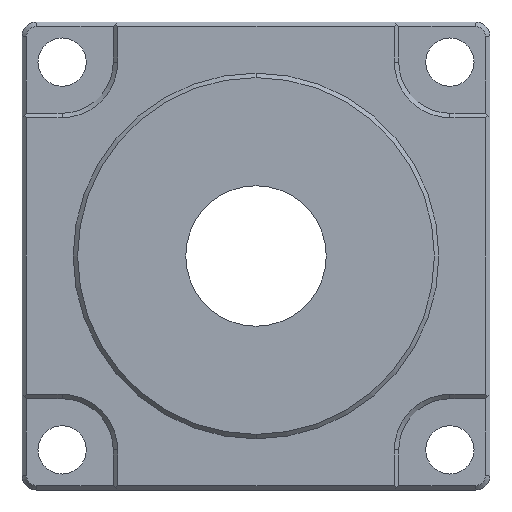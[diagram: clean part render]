
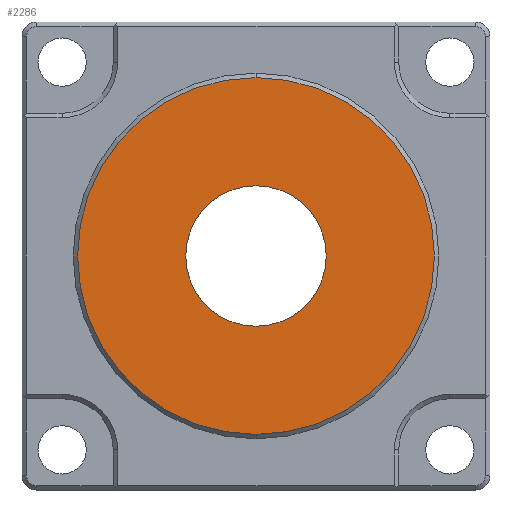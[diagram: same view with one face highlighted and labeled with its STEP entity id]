
A CAD part, left-side view. The second image highlights one B-rep face of the part: STEP entity #2286.
In plain terms, the highlighted planar face has unit normal (-1, 0, 0).
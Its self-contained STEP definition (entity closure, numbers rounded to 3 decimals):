
#96 = DIRECTION ( 'NONE',  ( 0., 1., 0. ) ) ;
#154 = AXIS2_PLACEMENT_3D ( 'NONE', #1724, #2961, #942 ) ;
#209 = ORIENTED_EDGE ( 'NONE', *, *, #2269, .T. ) ;
#264 = VERTEX_POINT ( 'NONE', #2645 ) ;
#417 = ORIENTED_EDGE ( 'NONE', *, *, #990, .T. ) ;
#430 = PLANE ( 'NONE',  #2862 ) ;
#535 = VERTEX_POINT ( 'NONE', #2345 ) ;
#639 = AXIS2_PLACEMENT_3D ( 'NONE', #1877, #2875, #1154 ) ;
#895 = CARTESIAN_POINT ( 'NONE',  ( -35.5, 146., 0. ) ) ;
#942 = DIRECTION ( 'NONE',  ( 0., -1., 0. ) ) ;
#959 = CARTESIAN_POINT ( 'NONE',  ( -35.5, 146., 12.2 ) ) ;
#990 = EDGE_CURVE ( 'NONE', #264, #1196, #1107, .T. ) ;
#1021 = DIRECTION ( 'NONE',  ( 0., -1., 0. ) ) ;
#1029 = EDGE_LOOP ( 'NONE', ( #417, #209 ) ) ;
#1033 = CIRCLE ( 'NONE', #154, 4.8 ) ;
#1107 = CIRCLE ( 'NONE', #2919, 12.2 ) ;
#1123 = EDGE_CURVE ( 'NONE', #535, #1827, #1033, .T. ) ;
#1154 = DIRECTION ( 'NONE',  ( 0., -1., 0. ) ) ;
#1196 = VERTEX_POINT ( 'NONE', #959 ) ;
#1271 = DIRECTION ( 'NONE',  ( -1., 0., 0. ) ) ;
#1352 = CIRCLE ( 'NONE', #639, 12.2 ) ;
#1417 = DIRECTION ( 'NONE',  ( -1., 0., 0. ) ) ;
#1633 = ORIENTED_EDGE ( 'NONE', *, *, #1123, .F. ) ;
#1674 = EDGE_CURVE ( 'NONE', #1827, #535, #1824, .T. ) ;
#1717 = AXIS2_PLACEMENT_3D ( 'NONE', #2784, #1271, #1021 ) ;
#1724 = CARTESIAN_POINT ( 'NONE',  ( -35.5, 146., 0. ) ) ;
#1759 = EDGE_LOOP ( 'NONE', ( #1886, #1633 ) ) ;
#1824 = CIRCLE ( 'NONE', #1717, 4.8 ) ;
#1827 = VERTEX_POINT ( 'NONE', #2381 ) ;
#1877 = CARTESIAN_POINT ( 'NONE',  ( -35.5, 146., 0. ) ) ;
#1886 = ORIENTED_EDGE ( 'NONE', *, *, #1674, .F. ) ;
#1906 = DIRECTION ( 'NONE',  ( 0., -1., 0. ) ) ;
#1921 = DIRECTION ( 'NONE',  ( -1., 0., 0. ) ) ;
#2132 = FACE_OUTER_BOUND ( 'NONE', #1029, .T. ) ;
#2269 = EDGE_CURVE ( 'NONE', #1196, #264, #1352, .T. ) ;
#2286 = ADVANCED_FACE ( 'NONE', ( #2373, #2132 ), #430, .T. ) ;
#2345 = CARTESIAN_POINT ( 'NONE',  ( -35.5, 141.2, 0. ) ) ;
#2373 = FACE_BOUND ( 'NONE', #1759, .T. ) ;
#2381 = CARTESIAN_POINT ( 'NONE',  ( -35.5, 150.8, 0. ) ) ;
#2645 = CARTESIAN_POINT ( 'NONE',  ( -35.5, 146., -12.2 ) ) ;
#2784 = CARTESIAN_POINT ( 'NONE',  ( -35.5, 146., 0. ) ) ;
#2862 = AXIS2_PLACEMENT_3D ( 'NONE', #3142, #1921, #96 ) ;
#2875 = DIRECTION ( 'NONE',  ( -1., 0., 0. ) ) ;
#2919 = AXIS2_PLACEMENT_3D ( 'NONE', #895, #1417, #1906 ) ;
#2961 = DIRECTION ( 'NONE',  ( -1., 0., 0. ) ) ;
#3142 = CARTESIAN_POINT ( 'NONE',  ( -35.5, 161., -15. ) ) ;
